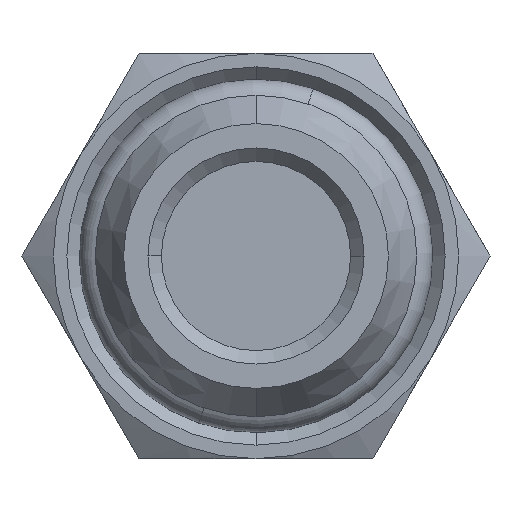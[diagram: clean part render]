
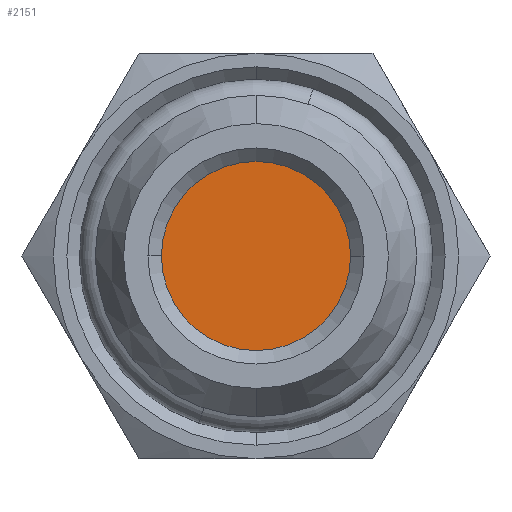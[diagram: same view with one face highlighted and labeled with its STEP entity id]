
A CAD part, front view. The second image highlights one B-rep face of the part: STEP entity #2151.
In plain terms, the highlighted planar face has unit normal (0, -1, 0).
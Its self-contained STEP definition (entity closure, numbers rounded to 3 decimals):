
#236 = EDGE_LOOP ( 'NONE', ( #322, #323 ) ) ;
#322 = ORIENTED_EDGE ( 'NONE', *, *, #1084, .T. ) ;
#323 = ORIENTED_EDGE ( 'NONE', *, *, #1408, .T. ) ;
#382 = CARTESIAN_POINT ( 'NONE',  ( -3.5, 0.752, 0. ) ) ;
#383 = CARTESIAN_POINT ( 'NONE',  ( 3.5, 0.752, 0. ) ) ;
#459 = CARTESIAN_POINT ( 'NONE',  ( 0., 0.752, 0. ) ) ;
#460 = DIRECTION ( 'NONE',  ( 0., -1., 0. ) ) ;
#461 = DIRECTION ( 'NONE',  ( 0., 0., -1. ) ) ;
#677 = CIRCLE ( 'NONE', #2699, 3.5 ) ;
#817 = FACE_OUTER_BOUND ( 'NONE', #236, .T. ) ;
#955 = AXIS2_PLACEMENT_3D ( 'NONE', #1301, #1304, #1305 ) ;
#1056 = VERTEX_POINT ( 'NONE', #382 ) ;
#1057 = VERTEX_POINT ( 'NONE', #383 ) ;
#1084 = EDGE_CURVE ( 'NONE', #1056, #1057, #677, .T. ) ;
#1301 = CARTESIAN_POINT ( 'NONE',  ( 0., 0.752, 0. ) ) ;
#1302 = PLANE ( 'NONE',  #955 ) ;
#1304 = DIRECTION ( 'NONE',  ( 0., -1., 0. ) ) ;
#1305 = DIRECTION ( 'NONE',  ( 0., 0., -1. ) ) ;
#1408 = EDGE_CURVE ( 'NONE', #1057, #1056, #1600, .T. ) ;
#1600 = CIRCLE ( 'NONE', #2746, 3.5 ) ;
#2151 = ADVANCED_FACE ( 'NONE', ( #817 ), #1302, .T. ) ;
#2408 = CARTESIAN_POINT ( 'NONE',  ( 0., 0.752, 0. ) ) ;
#2409 = DIRECTION ( 'NONE',  ( 0., -1., 0. ) ) ;
#2410 = DIRECTION ( 'NONE',  ( 0., 0., -1. ) ) ;
#2699 = AXIS2_PLACEMENT_3D ( 'NONE', #459, #460, #461 ) ;
#2746 = AXIS2_PLACEMENT_3D ( 'NONE', #2408, #2409, #2410 ) ;
